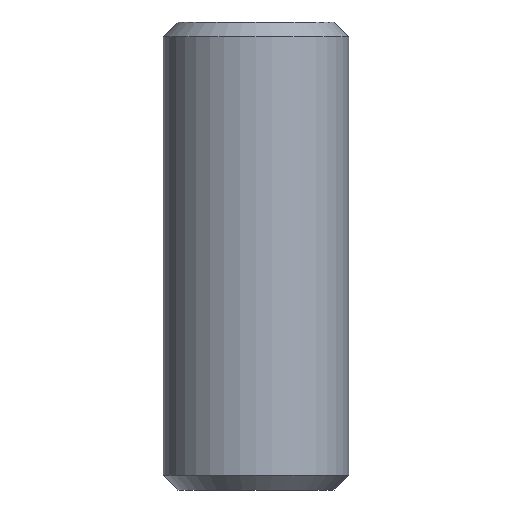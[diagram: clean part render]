
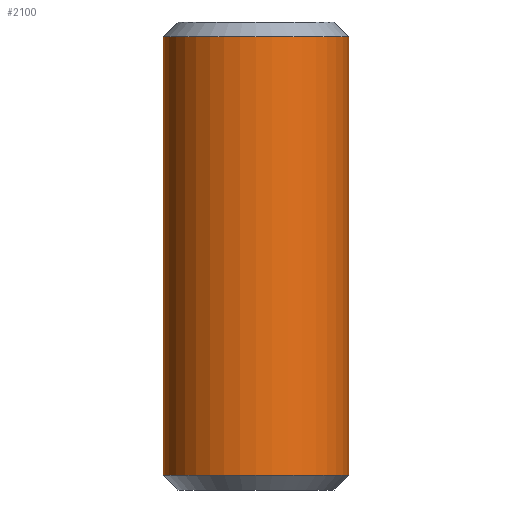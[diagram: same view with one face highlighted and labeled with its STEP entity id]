
A CAD part, front view. The second image highlights one B-rep face of the part: STEP entity #2100.
In plain terms, the highlighted cylindrical face has radius 3.175 mm (diameter 6.35 mm), a partial arc.
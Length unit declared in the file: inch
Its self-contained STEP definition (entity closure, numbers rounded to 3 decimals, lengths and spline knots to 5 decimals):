
#61 = DIRECTION ( 'NONE',  ( 0., 0., -1. ) ) ;
#116 = VECTOR ( 'NONE', #3543, 39.37008 ) ;
#134 = CIRCLE ( 'NONE', #1293, 0.125 ) ;
#376 = VERTEX_POINT ( 'NONE', #379 ) ;
#379 = CARTESIAN_POINT ( 'NONE',  ( -0.125, 0., 0.295 ) ) ;
#381 = DIRECTION ( 'NONE',  ( -1., 0., 0. ) ) ;
#509 = CARTESIAN_POINT ( 'NONE',  ( -0.125, 0., 0. ) ) ;
#655 = CARTESIAN_POINT ( 'NONE',  ( 0.125, 0., -0.295 ) ) ;
#770 = CARTESIAN_POINT ( 'NONE',  ( 0., 0., 0.295 ) ) ;
#822 = CIRCLE ( 'NONE', #3251, 0.125 ) ;
#1113 = CARTESIAN_POINT ( 'NONE',  ( 0., 0., 0. ) ) ;
#1245 = ORIENTED_EDGE ( 'NONE', *, *, #3366, .F. ) ;
#1293 = AXIS2_PLACEMENT_3D ( 'NONE', #1440, #61, #381 ) ;
#1440 = CARTESIAN_POINT ( 'NONE',  ( 0., 0., -0.295 ) ) ;
#1677 = VERTEX_POINT ( 'NONE', #2607 ) ;
#1744 = CYLINDRICAL_SURFACE ( 'NONE', #3866, 0.125 ) ;
#1831 = DIRECTION ( 'NONE',  ( 0., 0., -1. ) ) ;
#1835 = CARTESIAN_POINT ( 'NONE',  ( 0.125, 0., 0.295 ) ) ;
#2090 = DIRECTION ( 'NONE',  ( -1., 0., 0. ) ) ;
#2100 = ADVANCED_FACE ( 'NONE', ( #4113 ), #1744, .T. ) ;
#2112 = DIRECTION ( 'NONE',  ( -1., 0., 0. ) ) ;
#2212 = VERTEX_POINT ( 'NONE', #1835 ) ;
#2359 = EDGE_CURVE ( 'NONE', #376, #1677, #3556, .T. ) ;
#2435 = DIRECTION ( 'NONE',  ( 0., 0., -1. ) ) ;
#2524 = VECTOR ( 'NONE', #1831, 39.37008 ) ;
#2607 = CARTESIAN_POINT ( 'NONE',  ( -0.125, 0., -0.295 ) ) ;
#2885 = LINE ( 'NONE', #3944, #116 ) ;
#2909 = ORIENTED_EDGE ( 'NONE', *, *, #4200, .F. ) ;
#3050 = EDGE_LOOP ( 'NONE', ( #1245, #3483, #3729, #2909 ) ) ;
#3251 = AXIS2_PLACEMENT_3D ( 'NONE', #770, #4063, #2090 ) ;
#3366 = EDGE_CURVE ( 'NONE', #2212, #3534, #2885, .T. ) ;
#3483 = ORIENTED_EDGE ( 'NONE', *, *, #4309, .T. ) ;
#3534 = VERTEX_POINT ( 'NONE', #655 ) ;
#3543 = DIRECTION ( 'NONE',  ( 0., 0., -1. ) ) ;
#3556 = LINE ( 'NONE', #509, #2524 ) ;
#3729 = ORIENTED_EDGE ( 'NONE', *, *, #2359, .T. ) ;
#3866 = AXIS2_PLACEMENT_3D ( 'NONE', #1113, #2435, #2112 ) ;
#3944 = CARTESIAN_POINT ( 'NONE',  ( 0.125, 0., 0. ) ) ;
#4063 = DIRECTION ( 'NONE',  ( 0., 0., -1. ) ) ;
#4113 = FACE_OUTER_BOUND ( 'NONE', #3050, .T. ) ;
#4200 = EDGE_CURVE ( 'NONE', #3534, #1677, #134, .T. ) ;
#4309 = EDGE_CURVE ( 'NONE', #2212, #376, #822, .T. ) ;
